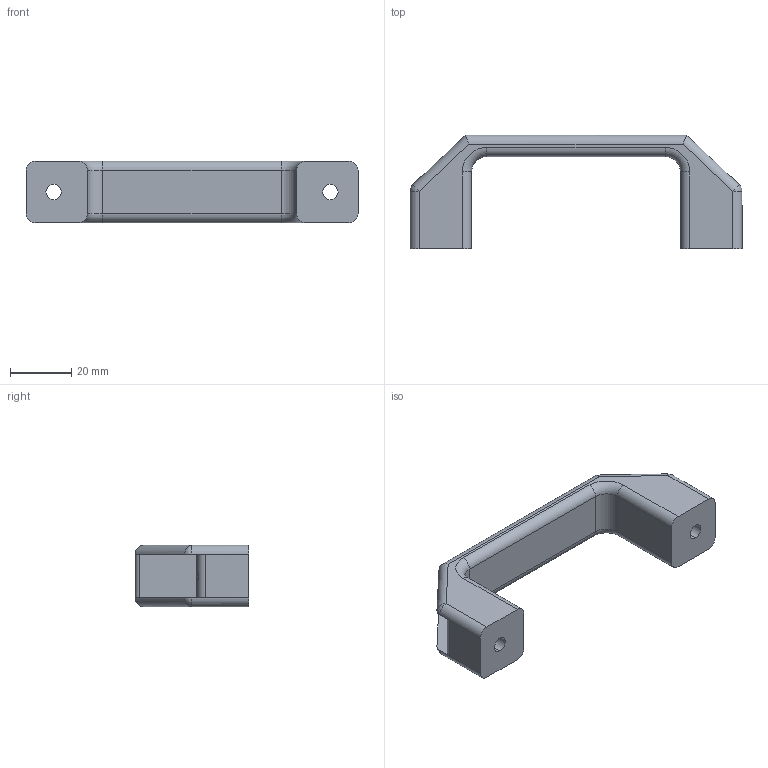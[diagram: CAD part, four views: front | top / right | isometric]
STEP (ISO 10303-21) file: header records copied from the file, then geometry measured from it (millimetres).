
FILE_DESCRIPTION (( 'STEP AP214' ), '1' );
FILE_NAME ('V-Slot Door Handle.step', '2015-01-21T14:40:31', ( 'Mark' ), ( '' ), 'SwSTEP 2.0', 'SolidWorks 2013', '' );
FILE_SCHEMA (( 'AUTOMOTIVE_DESIGN' ));
Length unit declared in the file: millimetre
Products named in the file (1): V-Slot Door Handle
Bounding box: 108 x 37 x 20 mm (x, y, z)
Volume: 24113.7 mm3; surface area: 10896.1 mm2
Topology: 1 solids, 1 shells, 70 faces, 180 edges, 112 vertices
Faces by surface type: cylinder 30, plane 20, torus 14, sphere 4, bspline 2
Entity records: 2440 total; most frequent: CARTESIAN_POINT 673, DIRECTION 386, ORIENTED_EDGE 360, EDGE_CURVE 180, AXIS2_PLACEMENT_3D 153, VERTEX_POINT 112, CIRCLE 84, LINE 80
